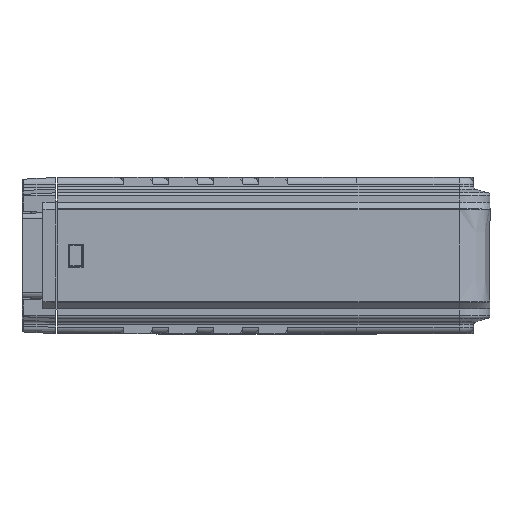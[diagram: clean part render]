
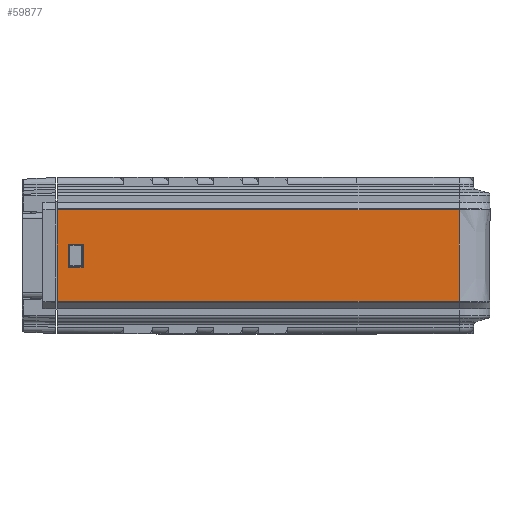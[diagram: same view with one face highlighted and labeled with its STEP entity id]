
A CAD part, left-side view. The second image highlights one B-rep face of the part: STEP entity #59877.
In plain terms, the highlighted planar face has unit normal (-1, 0, 0).
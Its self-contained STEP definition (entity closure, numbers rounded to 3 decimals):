
#278 = CARTESIAN_POINT ( 'NONE',  ( -54.5, -69.5, -7.919 ) ) ;
#1418 = CARTESIAN_POINT ( 'NONE',  ( -54.5, 0., -7.919 ) ) ;
#1846 = B_SPLINE_CURVE_WITH_KNOTS ( 'NONE', 3,
 ( #1418, #44009, #6927, #28151 ),
 .UNSPECIFIED., .F., .F.,
 ( 4, 4 ),
 ( 0.139, 0.209 ),
 .UNSPECIFIED. ) ;
#4776 = PLANE ( 'NONE',  #20108 ) ;
#5133 = DIRECTION ( 'NONE',  ( 0., 1., 0. ) ) ;
#6927 = CARTESIAN_POINT ( 'NONE',  ( -54.5, -46.333, -7.919 ) ) ;
#7143 = CARTESIAN_POINT ( 'NONE',  ( -54.5, -1.96, -2. ) ) ;
#7695 = VECTOR ( 'NONE', #36003, 1000. ) ;
#8768 = VERTEX_POINT ( 'NONE', #21078 ) ;
#9458 = ORIENTED_EDGE ( 'NONE', *, *, #22782, .F. ) ;
#9849 = CARTESIAN_POINT ( 'NONE',  ( -54.5, 0., 7.919 ) ) ;
#9925 = LINE ( 'NONE', #10257, #35343 ) ;
#10257 = CARTESIAN_POINT ( 'NONE',  ( -54.5, -1.96, -2. ) ) ;
#10329 = DIRECTION ( 'NONE',  ( 1., 0., 0. ) ) ;
#10432 = ORIENTED_EDGE ( 'NONE', *, *, #61343, .T. ) ;
#11455 = VERTEX_POINT ( 'NONE', #61525 ) ;
#13642 = VECTOR ( 'NONE', #23611, 1000. ) ;
#14224 = DIRECTION ( 'NONE',  ( 0., 0., -1. ) ) ;
#15085 = CARTESIAN_POINT ( 'NONE',  ( -54.5, -69.5, 7.919 ) ) ;
#15467 = VERTEX_POINT ( 'NONE', #61454 ) ;
#15596 = CARTESIAN_POINT ( 'NONE',  ( -54.5, -4.46, -2. ) ) ;
#16527 = EDGE_CURVE ( 'NONE', #8768, #59912, #1846, .T. ) ;
#19167 = ORIENTED_EDGE ( 'NONE', *, *, #42432, .T. ) ;
#20108 = AXIS2_PLACEMENT_3D ( 'NONE', #41529, #10329, #5133 ) ;
#21078 = CARTESIAN_POINT ( 'NONE',  ( -54.5, 0., -7.919 ) ) ;
#22782 = EDGE_CURVE ( 'NONE', #23521, #59912, #35999, .T. ) ;
#23521 = VERTEX_POINT ( 'NONE', #46518 ) ;
#23611 = DIRECTION ( 'NONE',  ( 0., 0., 1. ) ) ;
#24336 = DIRECTION ( 'NONE',  ( 0., 0., -1. ) ) ;
#24529 = EDGE_CURVE ( 'NONE', #15467, #57400, #29490, .T. ) ;
#24676 = CARTESIAN_POINT ( 'NONE',  ( -54.5, -69.5, 0. ) ) ;
#25962 = VECTOR ( 'NONE', #24336, 1000. ) ;
#28151 = CARTESIAN_POINT ( 'NONE',  ( -54.5, -69.5, -7.919 ) ) ;
#29490 = LINE ( 'NONE', #50561, #65063 ) ;
#31414 = DIRECTION ( 'NONE',  ( 0., 0., 1. ) ) ;
#32721 = CARTESIAN_POINT ( 'NONE',  ( -54.5, -4.46, 2. ) ) ;
#33897 = CARTESIAN_POINT ( 'NONE',  ( -54.5, 0., 13.5 ) ) ;
#35343 = VECTOR ( 'NONE', #31414, 1000. ) ;
#35999 = LINE ( 'NONE', #24676, #25962 ) ;
#36003 = DIRECTION ( 'NONE',  ( 0., 1., 0. ) ) ;
#36208 = CARTESIAN_POINT ( 'NONE',  ( -54.5, -46.333, 7.919 ) ) ;
#37816 = EDGE_LOOP ( 'NONE', ( #38709, #49838, #9458, #10432 ) ) ;
#38709 = ORIENTED_EDGE ( 'NONE', *, *, #68355, .F. ) ;
#39629 = ORIENTED_EDGE ( 'NONE', *, *, #49456, .T. ) ;
#40512 = LINE ( 'NONE', #15596, #7695 ) ;
#40734 = VERTEX_POINT ( 'NONE', #7143 ) ;
#40858 = FACE_OUTER_BOUND ( 'NONE', #37816, .T. ) ;
#41529 = CARTESIAN_POINT ( 'NONE',  ( -54.5, -69.5, -8. ) ) ;
#42432 = EDGE_CURVE ( 'NONE', #57400, #40734, #40512, .T. ) ;
#42911 = LINE ( 'NONE', #33897, #13642 ) ;
#44009 = CARTESIAN_POINT ( 'NONE',  ( -54.5, -23.167, -7.919 ) ) ;
#44046 = VECTOR ( 'NONE', #49652, 1000. ) ;
#44673 = CARTESIAN_POINT ( 'NONE',  ( -54.5, 0., 7.919 ) ) ;
#46518 = CARTESIAN_POINT ( 'NONE',  ( -54.5, -69.5, 7.919 ) ) ;
#49456 = EDGE_CURVE ( 'NONE', #40734, #11455, #9925, .T. ) ;
#49652 = DIRECTION ( 'NONE',  ( 0., -1., 0. ) ) ;
#49838 = ORIENTED_EDGE ( 'NONE', *, *, #16527, .T. ) ;
#50561 = CARTESIAN_POINT ( 'NONE',  ( -54.5, -4.46, -2. ) ) ;
#52241 = FACE_BOUND ( 'NONE', #52976, .T. ) ;
#52976 = EDGE_LOOP ( 'NONE', ( #60871, #60214, #19167, #39629 ) ) ;
#57372 = CARTESIAN_POINT ( 'NONE',  ( -54.5, -23.167, 7.919 ) ) ;
#57400 = VERTEX_POINT ( 'NONE', #58919 ) ;
#57943 = EDGE_CURVE ( 'NONE', #11455, #15467, #59815, .T. ) ;
#58919 = CARTESIAN_POINT ( 'NONE',  ( -54.5, -4.46, -2. ) ) ;
#59815 = LINE ( 'NONE', #32721, #44046 ) ;
#59877 = ADVANCED_FACE ( 'NONE', ( #40858, #52241 ), #4776, .F. ) ;
#59912 = VERTEX_POINT ( 'NONE', #278 ) ;
#60214 = ORIENTED_EDGE ( 'NONE', *, *, #24529, .T. ) ;
#60871 = ORIENTED_EDGE ( 'NONE', *, *, #57943, .T. ) ;
#61343 = EDGE_CURVE ( 'NONE', #23521, #63469, #65748, .T. ) ;
#61454 = CARTESIAN_POINT ( 'NONE',  ( -54.5, -4.46, 2. ) ) ;
#61525 = CARTESIAN_POINT ( 'NONE',  ( -54.5, -1.96, 2. ) ) ;
#63469 = VERTEX_POINT ( 'NONE', #44673 ) ;
#65063 = VECTOR ( 'NONE', #14224, 1000. ) ;
#65748 = B_SPLINE_CURVE_WITH_KNOTS ( 'NONE', 3,
 ( #15085, #36208, #57372, #9849 ),
 .UNSPECIFIED., .F., .F.,
 ( 4, 4 ),
 ( 0., 0.07 ),
 .UNSPECIFIED. ) ;
#68355 = EDGE_CURVE ( 'NONE', #8768, #63469, #42911, .T. ) ;
